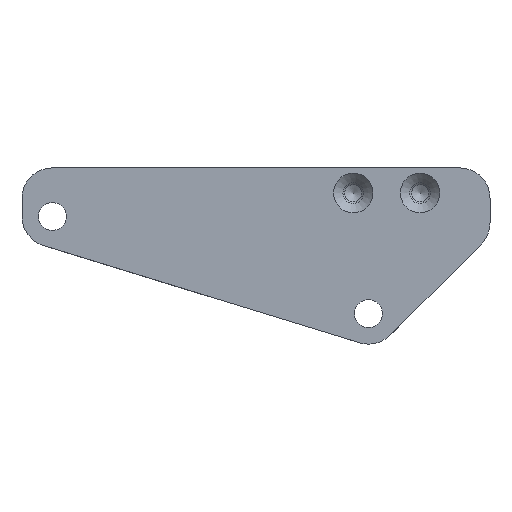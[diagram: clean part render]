
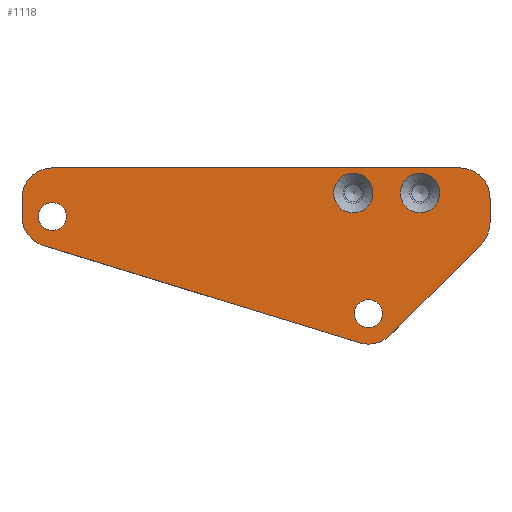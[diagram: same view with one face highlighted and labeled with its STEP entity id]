
A CAD part, top view. The second image highlights one B-rep face of the part: STEP entity #1118.
In plain terms, the highlighted planar face has unit normal (0, 0, 1).
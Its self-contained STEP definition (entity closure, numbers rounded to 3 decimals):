
#19=FACE_BOUND('',#202,.T.);
#20=FACE_BOUND('',#203,.T.);
#21=FACE_BOUND('',#204,.T.);
#22=FACE_BOUND('',#205,.T.);
#61=CIRCLE('',#1197,5.);
#62=CIRCLE('',#1200,5.);
#66=CIRCLE('',#1207,2.3);
#68=CIRCLE('',#1211,2.3);
#69=CIRCLE('',#1213,3.25);
#71=CIRCLE('',#1217,3.25);
#73=CIRCLE('',#1221,5.);
#74=CIRCLE('',#1224,5.);
#75=CIRCLE('',#1227,5.);
#128=FACE_OUTER_BOUND('',#201,.T.);
#201=EDGE_LOOP('',(#878,#879,#880,#881,#882,#883,#884,#885,#886,#887));
#202=EDGE_LOOP('',(#888));
#203=EDGE_LOOP('',(#889));
#204=EDGE_LOOP('',(#890));
#205=EDGE_LOOP('',(#891));
#271=LINE('',#1808,#387);
#275=LINE('',#1817,#391);
#278=LINE('',#1825,#394);
#288=LINE('',#1867,#404);
#291=LINE('',#1875,#407);
#387=VECTOR('',#1350,10.);
#391=VECTOR('',#1360,10.);
#394=VECTOR('',#1369,10.);
#404=VECTOR('',#1421,10.);
#407=VECTOR('',#1430,10.);
#507=VERTEX_POINT('',#1805);
#508=VERTEX_POINT('',#1807);
#509=VERTEX_POINT('',#1811);
#510=VERTEX_POINT('',#1815);
#511=VERTEX_POINT('',#1819);
#512=VERTEX_POINT('',#1823);
#515=VERTEX_POINT('',#1833);
#517=VERTEX_POINT('',#1841);
#518=VERTEX_POINT('',#1845);
#520=VERTEX_POINT('',#1853);
#522=VERTEX_POINT('',#1861);
#523=VERTEX_POINT('',#1865);
#524=VERTEX_POINT('',#1869);
#525=VERTEX_POINT('',#1873);
#615=EDGE_CURVE('',#507,#508,#271,.T.);
#618=EDGE_CURVE('',#507,#509,#61,.T.);
#620=EDGE_CURVE('',#510,#509,#275,.T.);
#622=EDGE_CURVE('',#510,#511,#62,.T.);
#624=EDGE_CURVE('',#511,#512,#278,.T.);
#629=EDGE_CURVE('',#515,#515,#66,.T.);
#633=EDGE_CURVE('',#517,#517,#68,.T.);
#634=EDGE_CURVE('',#518,#518,#69,.T.);
#638=EDGE_CURVE('',#520,#520,#71,.T.);
#643=EDGE_CURVE('',#512,#522,#73,.T.);
#645=EDGE_CURVE('',#523,#522,#288,.T.);
#647=EDGE_CURVE('',#523,#524,#74,.T.);
#649=EDGE_CURVE('',#525,#524,#291,.T.);
#650=EDGE_CURVE('',#525,#508,#75,.T.);
#878=ORIENTED_EDGE('',*,*,#647,.T.);
#879=ORIENTED_EDGE('',*,*,#649,.F.);
#880=ORIENTED_EDGE('',*,*,#650,.T.);
#881=ORIENTED_EDGE('',*,*,#615,.F.);
#882=ORIENTED_EDGE('',*,*,#618,.T.);
#883=ORIENTED_EDGE('',*,*,#620,.F.);
#884=ORIENTED_EDGE('',*,*,#622,.T.);
#885=ORIENTED_EDGE('',*,*,#624,.T.);
#886=ORIENTED_EDGE('',*,*,#643,.T.);
#887=ORIENTED_EDGE('',*,*,#645,.F.);
#888=ORIENTED_EDGE('',*,*,#634,.T.);
#889=ORIENTED_EDGE('',*,*,#638,.T.);
#890=ORIENTED_EDGE('',*,*,#629,.T.);
#891=ORIENTED_EDGE('',*,*,#633,.T.);
#1053=PLANE('',#1228);
#1118=ADVANCED_FACE('',(#128,#19,#20,#21,#22),#1053,.T.);
#1197=AXIS2_PLACEMENT_3D('',#1813,#1355,#1356);
#1200=AXIS2_PLACEMENT_3D('',#1821,#1364,#1365);
#1207=AXIS2_PLACEMENT_3D('',#1835,#1381,#1382);
#1211=AXIS2_PLACEMENT_3D('',#1843,#1391,#1392);
#1213=AXIS2_PLACEMENT_3D('',#1846,#1395,#1396);
#1217=AXIS2_PLACEMENT_3D('',#1854,#1405,#1406);
#1221=AXIS2_PLACEMENT_3D('',#1863,#1416,#1417);
#1224=AXIS2_PLACEMENT_3D('',#1871,#1425,#1426);
#1227=AXIS2_PLACEMENT_3D('',#1877,#1433,#1434);
#1228=AXIS2_PLACEMENT_3D('',#1878,#1435,#1436);
#1350=DIRECTION('',(1.,0.,0.));
#1355=DIRECTION('center_axis',(0.,0.,1.));
#1356=DIRECTION('ref_axis',(0.,1.,0.));
#1360=DIRECTION('',(0.,1.,0.));
#1364=DIRECTION('center_axis',(0.,0.,1.));
#1365=DIRECTION('ref_axis',(-1.,0.,0.));
#1369=DIRECTION('',(0.956,-0.294,0.));
#1381=DIRECTION('center_axis',(0.,0.,-1.));
#1382=DIRECTION('ref_axis',(1.,0.,0.));
#1391=DIRECTION('center_axis',(0.,0.,-1.));
#1392=DIRECTION('ref_axis',(1.,0.,0.));
#1395=DIRECTION('center_axis',(0.,0.,-1.));
#1396=DIRECTION('ref_axis',(1.,0.,0.));
#1405=DIRECTION('center_axis',(0.,0.,-1.));
#1406=DIRECTION('ref_axis',(1.,0.,0.));
#1416=DIRECTION('center_axis',(0.,0.,1.));
#1417=DIRECTION('ref_axis',(-0.294,-0.956,0.));
#1421=DIRECTION('',(-0.707,-0.707,0.));
#1425=DIRECTION('center_axis',(0.,0.,1.));
#1426=DIRECTION('ref_axis',(0.707,-0.707,0.));
#1430=DIRECTION('',(0.,-1.,0.));
#1433=DIRECTION('center_axis',(0.,0.,1.));
#1434=DIRECTION('ref_axis',(1.,0.,0.));
#1435=DIRECTION('center_axis',(0.,0.,1.));
#1436=DIRECTION('ref_axis',(1.,0.,0.));
#1805=CARTESIAN_POINT('',(-72.,0.,0.));
#1807=CARTESIAN_POINT('',(-5.,0.,0.));
#1808=CARTESIAN_POINT('',(-72.,0.,0.));
#1811=CARTESIAN_POINT('',(-77.,-5.,0.));
#1813=CARTESIAN_POINT('Origin',(-72.,-5.,0.));
#1815=CARTESIAN_POINT('',(-77.,-8.,0.));
#1817=CARTESIAN_POINT('',(-77.,-8.,0.));
#1819=CARTESIAN_POINT('',(-73.47,-12.779,0.));
#1821=CARTESIAN_POINT('Origin',(-72.,-8.,0.));
#1823=CARTESIAN_POINT('',(-21.47,-28.779,0.));
#1825=CARTESIAN_POINT('',(-73.47,-12.779,0.));
#1833=CARTESIAN_POINT('',(-22.3,-24.,0.));
#1835=CARTESIAN_POINT('Origin',(-20.,-24.,0.));
#1841=CARTESIAN_POINT('',(-74.3,-8.,0.));
#1843=CARTESIAN_POINT('Origin',(-72.,-8.,0.));
#1845=CARTESIAN_POINT('',(-14.75,-4.15,0.));
#1846=CARTESIAN_POINT('Origin',(-11.5,-4.15,0.));
#1853=CARTESIAN_POINT('',(-25.75,-4.15,0.));
#1854=CARTESIAN_POINT('Origin',(-22.5,-4.15,0.));
#1861=CARTESIAN_POINT('',(-16.464,-27.536,0.));
#1863=CARTESIAN_POINT('Origin',(-20.,-24.,0.));
#1865=CARTESIAN_POINT('',(-1.464,-12.536,0.));
#1867=CARTESIAN_POINT('',(-1.464,-12.536,0.));
#1869=CARTESIAN_POINT('',(0.,-9.,0.));
#1871=CARTESIAN_POINT('Origin',(-5.,-9.,0.));
#1873=CARTESIAN_POINT('',(0.,-5.,0.));
#1875=CARTESIAN_POINT('',(0.,-5.,0.));
#1877=CARTESIAN_POINT('Origin',(-5.,-5.,0.));
#1878=CARTESIAN_POINT('Origin',(-38.5,-14.5,0.));
